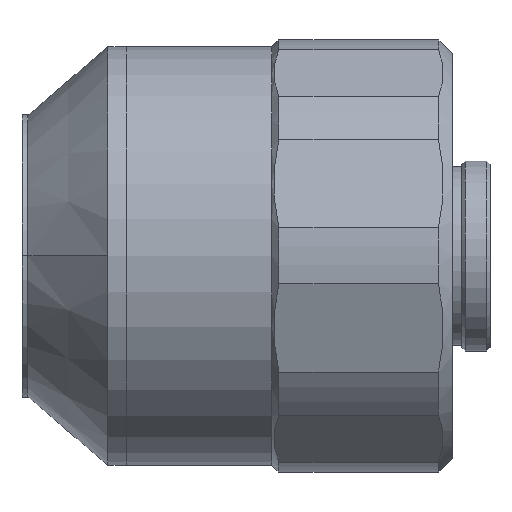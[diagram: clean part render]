
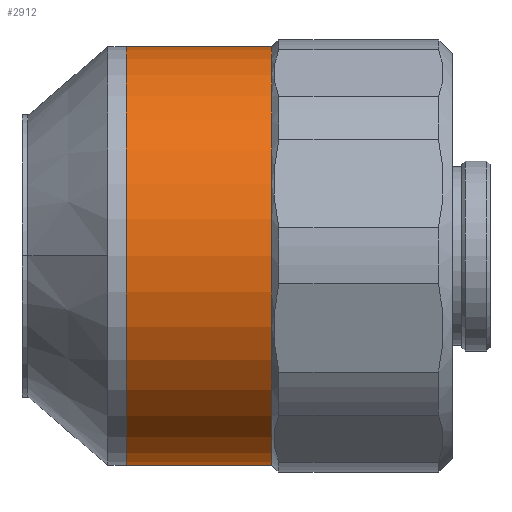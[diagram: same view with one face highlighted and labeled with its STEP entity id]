
A CAD part, top view. The second image highlights one B-rep face of the part: STEP entity #2912.
In plain terms, the highlighted cylindrical face has radius 22.3 mm (diameter 44.6 mm), a partial arc.
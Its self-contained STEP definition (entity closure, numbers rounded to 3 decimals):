
#180 = EDGE_CURVE ( 'NONE', #3165, #3152, #3221, .T. ) ;
#181 = EDGE_CURVE ( 'NONE', #3135, #3148, #3243, .T. ) ;
#182 = EDGE_CURVE ( 'NONE', #3152, #3148, #3705, .T. ) ;
#187 = EDGE_CURVE ( 'NONE', #3165, #3135, #3700, .T. ) ;
#418 = DIRECTION ( 'NONE',  ( 0., -1., 0. ) ) ;
#419 = DIRECTION ( 'NONE',  ( -1., 0., 0. ) ) ;
#420 = CARTESIAN_POINT ( 'NONE',  ( 169.962, 173.429, -49.616 ) ) ;
#1547 = CARTESIAN_POINT ( 'NONE',  ( 177.709, 151.129, -49.616 ) ) ;
#1548 = CARTESIAN_POINT ( 'NONE',  ( 162.215, 151.129, -49.616 ) ) ;
#1549 = CARTESIAN_POINT ( 'NONE',  ( 162.215, 195.729, -49.616 ) ) ;
#1553 = CARTESIAN_POINT ( 'NONE',  ( 177.709, 195.729, -49.616 ) ) ;
#2431 = DIRECTION ( 'NONE',  ( 0., -1., 0. ) ) ;
#2432 = DIRECTION ( 'NONE',  ( -1., 0., 0. ) ) ;
#2433 = CARTESIAN_POINT ( 'NONE',  ( 177.709, 173.429, -49.616 ) ) ;
#2445 = DIRECTION ( 'NONE',  ( 0., -1., 0. ) ) ;
#2446 = DIRECTION ( 'NONE',  ( -1., 0., 0. ) ) ;
#2447 = CARTESIAN_POINT ( 'NONE',  ( 162.215, 173.429, -49.616 ) ) ;
#2448 = DIRECTION ( 'NONE',  ( -1., 0., 0. ) ) ;
#2449 = CARTESIAN_POINT ( 'NONE',  ( 169.962, 195.729, -49.616 ) ) ;
#2450 = DIRECTION ( 'NONE',  ( -1., 0., 0. ) ) ;
#2451 = CARTESIAN_POINT ( 'NONE',  ( 169.962, 151.129, -49.616 ) ) ;
#2912 = ADVANCED_FACE ( 'NONE', ( #3577 ), #3578, .T. ) ;
#3135 = VERTEX_POINT ( 'NONE', #1553 ) ;
#3148 = VERTEX_POINT ( 'NONE', #1549 ) ;
#3152 = VERTEX_POINT ( 'NONE', #1548 ) ;
#3165 = VERTEX_POINT ( 'NONE', #1547 ) ;
#3208 = EDGE_LOOP ( 'NONE', ( #3227, #3210, #3232, #3635 ) ) ;
#3210 = ORIENTED_EDGE ( 'NONE', *, *, #181, .T. ) ;
#3221 = LINE ( 'NONE', #2451, #3706 ) ;
#3227 = ORIENTED_EDGE ( 'NONE', *, *, #187, .T. ) ;
#3232 = ORIENTED_EDGE ( 'NONE', *, *, #182, .F. ) ;
#3243 = LINE ( 'NONE', #2449, #3704 ) ;
#3577 = FACE_OUTER_BOUND ( 'NONE', #3208, .T. ) ;
#3578 = CYLINDRICAL_SURFACE ( 'NONE', #3963, 22.3 ) ;
#3635 = ORIENTED_EDGE ( 'NONE', *, *, #180, .F. ) ;
#3696 = AXIS2_PLACEMENT_3D ( 'NONE', #2433, #2432, #2431 ) ;
#3700 = CIRCLE ( 'NONE', #3696, 22.3 ) ;
#3703 = AXIS2_PLACEMENT_3D ( 'NONE', #2447, #2446, #2445 ) ;
#3704 = VECTOR ( 'NONE', #2448, 1000. ) ;
#3705 = CIRCLE ( 'NONE', #3703, 22.3 ) ;
#3706 = VECTOR ( 'NONE', #2450, 1000. ) ;
#3963 = AXIS2_PLACEMENT_3D ( 'NONE', #420, #419, #418 ) ;
